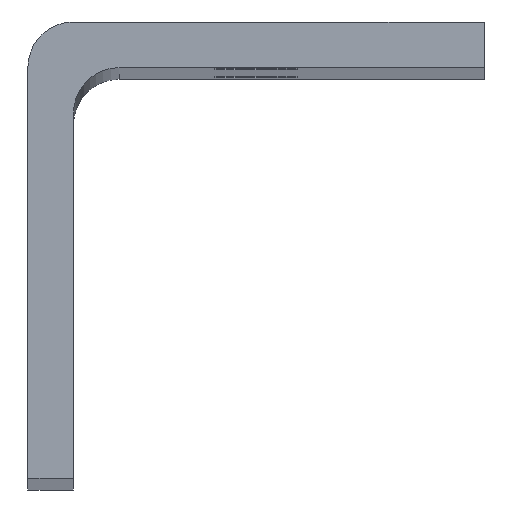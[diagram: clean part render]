
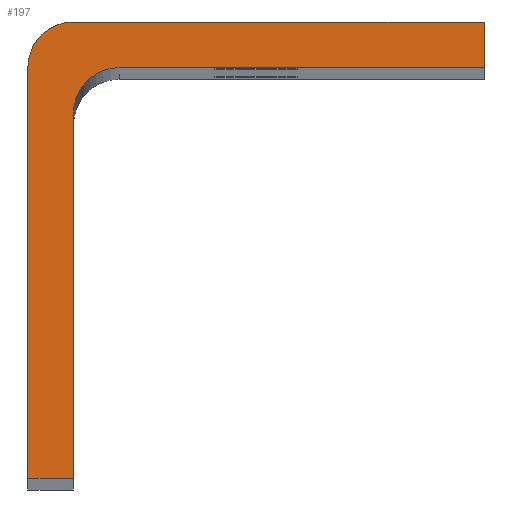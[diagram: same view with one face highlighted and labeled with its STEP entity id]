
A CAD part, top view. The second image highlights one B-rep face of the part: STEP entity #197.
In plain terms, the highlighted planar face has unit normal (0, 0, 1).
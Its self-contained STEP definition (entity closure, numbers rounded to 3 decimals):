
#5 = EDGE_CURVE ( 'NONE', #684, #765, #248, .T. ) ;
#8 = CARTESIAN_POINT ( 'NONE',  ( 3., 24., 440. ) ) ;
#10 = FACE_OUTER_BOUND ( 'NONE', #452, .T. ) ;
#11 = CARTESIAN_POINT ( 'NONE',  ( 0., 27., 440. ) ) ;
#13 = ORIENTED_EDGE ( 'NONE', *, *, #37, .T. ) ;
#26 = CARTESIAN_POINT ( 'NONE',  ( 30., 27., 440. ) ) ;
#28 = VERTEX_POINT ( 'NONE', #325 ) ;
#33 = DIRECTION ( 'NONE',  ( -1., 0., 0. ) ) ;
#37 = EDGE_CURVE ( 'NONE', #175, #252, #552, .T. ) ;
#39 = VERTEX_POINT ( 'NONE', #216 ) ;
#46 = ORIENTED_EDGE ( 'NONE', *, *, #311, .T. ) ;
#48 = EDGE_CURVE ( 'NONE', #312, #39, #459, .T. ) ;
#49 = DIRECTION ( 'NONE',  ( 1., 0., 0. ) ) ;
#79 = CARTESIAN_POINT ( 'NONE',  ( 3., 30., 440. ) ) ;
#101 = AXIS2_PLACEMENT_3D ( 'NONE', #703, #768, #49 ) ;
#125 = EDGE_CURVE ( 'NONE', #290, #684, #132, .T. ) ;
#127 = EDGE_CURVE ( 'NONE', #252, #312, #616, .T. ) ;
#131 = CARTESIAN_POINT ( 'NONE',  ( 3., 0., 440. ) ) ;
#132 = CIRCLE ( 'NONE', #101, 3. ) ;
#161 = CARTESIAN_POINT ( 'NONE',  ( 3., 30., 440. ) ) ;
#165 = ORIENTED_EDGE ( 'NONE', *, *, #125, .T. ) ;
#169 = DIRECTION ( 'NONE',  ( 0., 0., 1. ) ) ;
#171 = VECTOR ( 'NONE', #666, 1000. ) ;
#175 = VERTEX_POINT ( 'NONE', #286 ) ;
#197 = ADVANCED_FACE ( 'NONE', ( #10 ), #477, .F. ) ;
#207 = DIRECTION ( 'NONE',  ( 1., 0., 0. ) ) ;
#216 = CARTESIAN_POINT ( 'NONE',  ( 0., 0., 440. ) ) ;
#219 = CARTESIAN_POINT ( 'NONE',  ( 0., 0., 440. ) ) ;
#228 = CARTESIAN_POINT ( 'NONE',  ( 3., 27., 440. ) ) ;
#232 = DIRECTION ( 'NONE',  ( -1., 0., 0. ) ) ;
#248 = LINE ( 'NONE', #403, #288 ) ;
#252 = VERTEX_POINT ( 'NONE', #79 ) ;
#262 = CARTESIAN_POINT ( 'NONE',  ( 6., 27., 440. ) ) ;
#266 = LINE ( 'NONE', #557, #654 ) ;
#271 = EDGE_CURVE ( 'NONE', #765, #175, #266, .T. ) ;
#286 = CARTESIAN_POINT ( 'NONE',  ( 30., 30., 440. ) ) ;
#288 = VECTOR ( 'NONE', #207, 1000. ) ;
#290 = VERTEX_POINT ( 'NONE', #8 ) ;
#311 = EDGE_CURVE ( 'NONE', #28, #290, #613, .T. ) ;
#312 = VERTEX_POINT ( 'NONE', #11 ) ;
#325 = CARTESIAN_POINT ( 'NONE',  ( 3., 0., 440. ) ) ;
#330 = VECTOR ( 'NONE', #609, 1000. ) ;
#346 = EDGE_CURVE ( 'NONE', #39, #28, #583, .T. ) ;
#366 = ORIENTED_EDGE ( 'NONE', *, *, #346, .T. ) ;
#370 = CARTESIAN_POINT ( 'NONE',  ( 3., 27., 440. ) ) ;
#380 = CARTESIAN_POINT ( 'NONE',  ( 3., 24., 440. ) ) ;
#391 = ORIENTED_EDGE ( 'NONE', *, *, #48, .T. ) ;
#403 = CARTESIAN_POINT ( 'NONE',  ( 30., 27., 440. ) ) ;
#406 = ORIENTED_EDGE ( 'NONE', *, *, #271, .T. ) ;
#452 = EDGE_LOOP ( 'NONE', ( #366, #46, #165, #737, #406, #13, #705, #391 ) ) ;
#455 = DIRECTION ( 'NONE',  ( 0., -1., 0. ) ) ;
#459 = LINE ( 'NONE', #219, #773 ) ;
#477 = PLANE ( 'NONE',  #769 ) ;
#504 = DIRECTION ( 'NONE',  ( 0., 1., 0. ) ) ;
#552 = LINE ( 'NONE', #161, #757 ) ;
#557 = CARTESIAN_POINT ( 'NONE',  ( 30., 30., 440. ) ) ;
#583 = LINE ( 'NONE', #131, #171 ) ;
#609 = DIRECTION ( 'NONE',  ( 0., 1., 0. ) ) ;
#613 = LINE ( 'NONE', #380, #330 ) ;
#616 = CIRCLE ( 'NONE', #782, 3. ) ;
#654 = VECTOR ( 'NONE', #504, 1000. ) ;
#666 = DIRECTION ( 'NONE',  ( 1., 0., 0. ) ) ;
#684 = VERTEX_POINT ( 'NONE', #262 ) ;
#703 = CARTESIAN_POINT ( 'NONE',  ( 6., 24., 440. ) ) ;
#705 = ORIENTED_EDGE ( 'NONE', *, *, #127, .T. ) ;
#716 = DIRECTION ( 'NONE',  ( -1., 0., 0. ) ) ;
#737 = ORIENTED_EDGE ( 'NONE', *, *, #5, .T. ) ;
#757 = VECTOR ( 'NONE', #33, 1000. ) ;
#765 = VERTEX_POINT ( 'NONE', #26 ) ;
#768 = DIRECTION ( 'NONE',  ( 0., 0., -1. ) ) ;
#769 = AXIS2_PLACEMENT_3D ( 'NONE', #370, #778, #716 ) ;
#773 = VECTOR ( 'NONE', #455, 1000. ) ;
#778 = DIRECTION ( 'NONE',  ( 0., 0., -1. ) ) ;
#782 = AXIS2_PLACEMENT_3D ( 'NONE', #228, #169, #232 ) ;
